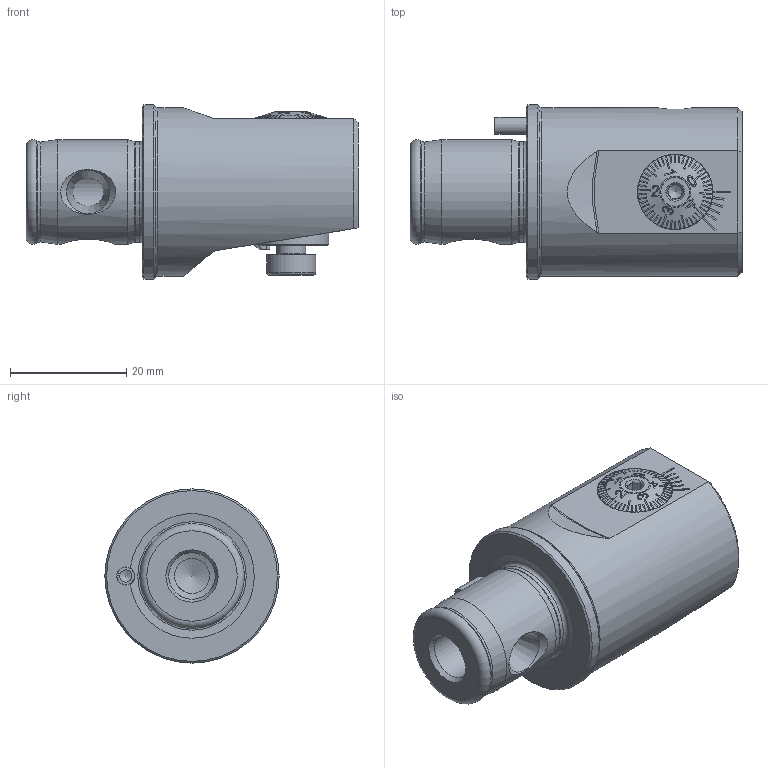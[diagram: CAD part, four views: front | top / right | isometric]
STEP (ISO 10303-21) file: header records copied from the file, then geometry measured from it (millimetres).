
FILE_DESCRIPTION(/* description */ ('STEP AP203'),/* implementation_level */ '2;1');
FILE_NAME(/* name */ 'S18-FBH31-40.stp',/* time_stamp */ '2022-08-05T14:13:00+09:00',/* author */ ('KKK'),/* organization */ (''),/* preprocessor_version */ 'ST-DEVELOPER v18.1',/* originating_system */ 'Autodesk Inventor 2022',/* authorisation */ '');
FILE_SCHEMA (('AUTOMOTIVE_DESIGN { 1 0 10303 214 3 1 1 }'));
Length unit declared in the file: millimetre
Products named in the file (16): YG3-F25.AA4.040; YG3-F25.AA3.040_A_Aktuell 06.2014-180ø-M1x2 Abstand+0.7 versetzt 
0.62 ; F25-BG1.AA4.013_Standardt; F25-BG1.DA3.013_A_Aktuell 06.2014-M1x2; F25-BG2.010.011_A; F25-BG2.013.003_A; F25-BG2.013.004_A; DIN 3771 - 11x1; F25-BG2.008.009_A; F25-BG1.009.006_A; T7 M2.5 x 6_PreviewCfg; ISO 4026 - M5 x 6_PreviewCfg; Klebstoff D5; F25-BG3.005.018_B; DIN 7984 - M5 x 8; ISO 8752 3x12
Assembly tree (15 placements, depth 3):
  YG3-F25.AA4.040
    YG3-F25.AA3.040_A_Aktuell 06.2014-180ø-M1x2 Abstand+0.7 versetzt 
0.62 
    F25-BG1.AA4.013_Standardt
      F25-BG1.DA3.013_A_Aktuell 06.2014-M1x2
      F25-BG2.010.011_A
      F25-BG2.013.003_A
      F25-BG2.013.004_A
      DIN 3771 - 11x1
      F25-BG2.008.009_A
      F25-BG1.009.006_A
    T7 M2.5 x 6_PreviewCfg
    ISO 4026 - M5 x 6_PreviewCfg
    Klebstoff D5
    F25-BG3.005.018_B
    DIN 7984 - M5 x 8
    ISO 8752 3x12
Bounding box: 57.15 x 30 x 30 mm (x, y, z)
Volume: 24224.6 mm3; surface area: 12122.3 mm2
Topology: 14 solids, 14 shells, 544 faces, 1462 edges, 956 vertices
Faces by surface type: plane 308, cone 113, cylinder 65, bspline 35, torus 23
Full cylindrical faces by diameter (mm): 1.5 x3, 2.05 x1, 2.2 x1, 2.4 x1, 2.5 x5, 2.702 x1, 3 x1, 3.1 x1, 3.3 x1, 3.5 x1, 4.2 x2, 4.95 x2, 5 x8, 5.5 x1, 6 x1, 6.4 x1, 6.6 x1, 7 x2, 7.3 x1, 7.5 x1, 8 x1, 8.5 x1, 9 x2, 10 x2, 10.65 x1, 12.85 x1, 12.98 x1, 13 x3, 17.3 x1, 18 x1
Entity records: 20320 total; most frequent: CARTESIAN_POINT 6706, ORIENTED_EDGE 2910, DIRECTION 2625, EDGE_CURVE 1455, AXIS2_PLACEMENT_3D 1016, VERTEX_POINT 956, EDGE_LOOP 597, LINE 593
